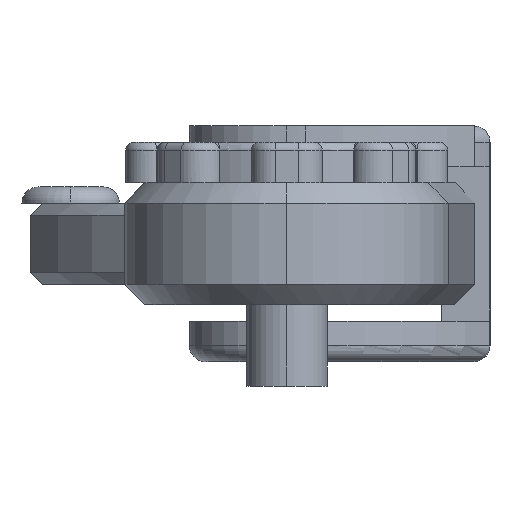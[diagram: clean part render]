
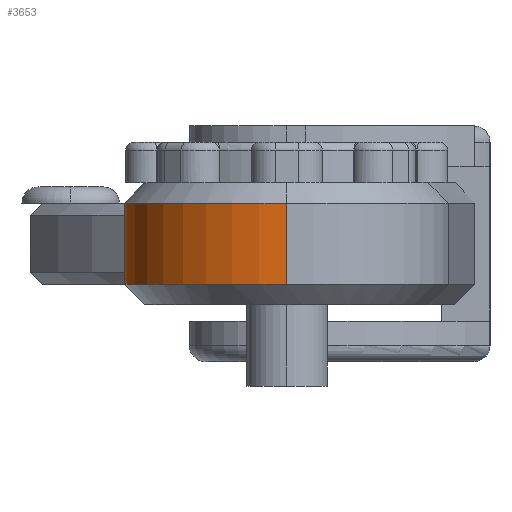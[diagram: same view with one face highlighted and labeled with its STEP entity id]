
A CAD part, left-side view. The second image highlights one B-rep face of the part: STEP entity #3653.
In plain terms, the highlighted cylindrical face has radius 20 mm (diameter 40 mm), a partial arc.
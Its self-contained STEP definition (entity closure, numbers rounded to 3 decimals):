
#20 = FACE_OUTER_BOUND ( 'NONE', #5830, .T. ) ;
#189 = AXIS2_PLACEMENT_3D ( 'NONE', #675, #5967, #1780 ) ;
#300 = CARTESIAN_POINT ( 'NONE',  ( -105., 0., -5. ) ) ;
#675 = CARTESIAN_POINT ( 'NONE',  ( -85., 0., 7.5 ) ) ;
#742 = VERTEX_POINT ( 'NONE', #3356 ) ;
#879 = CIRCLE ( 'NONE', #6768, 20. ) ;
#1320 = VERTEX_POINT ( 'NONE', #300 ) ;
#1535 = CIRCLE ( 'NONE', #7433, 20. ) ;
#1648 = DIRECTION ( 'NONE',  ( 1., 0., 0. ) ) ;
#1746 = DIRECTION ( 'NONE',  ( 0., 0., 1. ) ) ;
#1771 = CARTESIAN_POINT ( 'NONE',  ( -81.872, 19.754, 7.5 ) ) ;
#1780 = DIRECTION ( 'NONE',  ( -1., 0., 0. ) ) ;
#1782 = EDGE_CURVE ( 'NONE', #7178, #1320, #3861, .T. ) ;
#2294 = EDGE_CURVE ( 'NONE', #4595, #742, #6464, .T. ) ;
#2360 = CYLINDRICAL_SURFACE ( 'NONE', #189, 20. ) ;
#3035 = ORIENTED_EDGE ( 'NONE', *, *, #2294, .T. ) ;
#3356 = CARTESIAN_POINT ( 'NONE',  ( -81.872, 19.754, -5. ) ) ;
#3367 = ORIENTED_EDGE ( 'NONE', *, *, #3713, .T. ) ;
#3496 = CARTESIAN_POINT ( 'NONE',  ( -85., 0., 5. ) ) ;
#3531 = ORIENTED_EDGE ( 'NONE', *, *, #4454, .T. ) ;
#3653 = ADVANCED_FACE ( 'NONE', ( #20 ), #2360, .T. ) ;
#3713 = EDGE_CURVE ( 'NONE', #742, #1320, #1535, .T. ) ;
#3861 = LINE ( 'NONE', #5020, #4555 ) ;
#3902 = DIRECTION ( 'NONE',  ( 0., 0., -1. ) ) ;
#4090 = DIRECTION ( 'NONE',  ( 1., 0., 0. ) ) ;
#4454 = EDGE_CURVE ( 'NONE', #7178, #4595, #879, .T. ) ;
#4555 = VECTOR ( 'NONE', #3902, 1000. ) ;
#4595 = VERTEX_POINT ( 'NONE', #6359 ) ;
#4647 = VECTOR ( 'NONE', #5316, 1000. ) ;
#5020 = CARTESIAN_POINT ( 'NONE',  ( -105., 0., 7.5 ) ) ;
#5251 = CARTESIAN_POINT ( 'NONE',  ( -85., 0., -5. ) ) ;
#5316 = DIRECTION ( 'NONE',  ( 0., 0., -1. ) ) ;
#5830 = EDGE_LOOP ( 'NONE', ( #6630, #3531, #3035, #3367 ) ) ;
#5967 = DIRECTION ( 'NONE',  ( 0., 0., -1. ) ) ;
#6359 = CARTESIAN_POINT ( 'NONE',  ( -81.872, 19.754, 5. ) ) ;
#6464 = LINE ( 'NONE', #1771, #4647 ) ;
#6630 = ORIENTED_EDGE ( 'NONE', *, *, #1782, .F. ) ;
#6654 = CARTESIAN_POINT ( 'NONE',  ( -105., 0., 5. ) ) ;
#6768 = AXIS2_PLACEMENT_3D ( 'NONE', #3496, #6917, #1648 ) ;
#6917 = DIRECTION ( 'NONE',  ( 0., 0., -1. ) ) ;
#7178 = VERTEX_POINT ( 'NONE', #6654 ) ;
#7433 = AXIS2_PLACEMENT_3D ( 'NONE', #5251, #1746, #4090 ) ;
